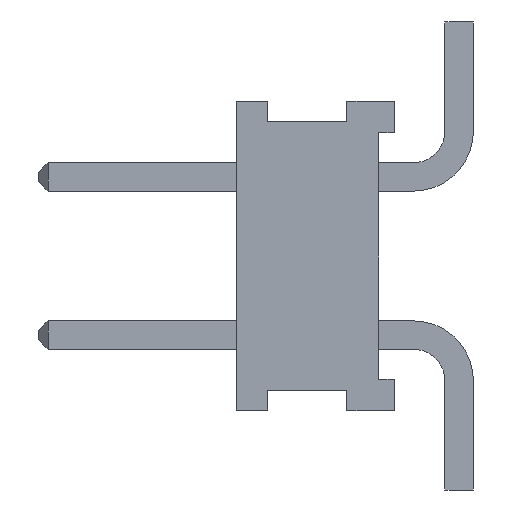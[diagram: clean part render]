
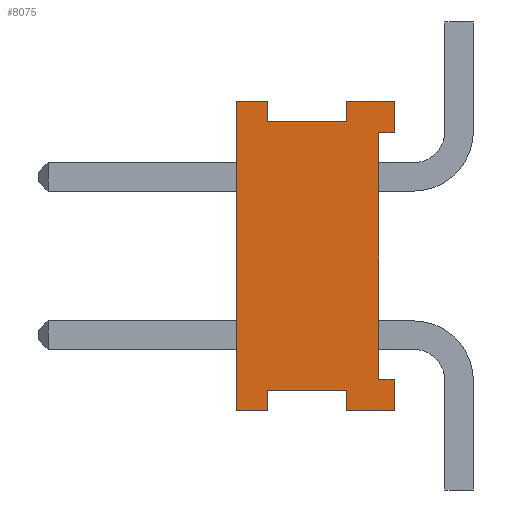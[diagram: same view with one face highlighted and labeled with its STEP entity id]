
A CAD part, left-side view. The second image highlights one B-rep face of the part: STEP entity #8075.
In plain terms, the highlighted planar face has unit normal (-1, 0, 0).
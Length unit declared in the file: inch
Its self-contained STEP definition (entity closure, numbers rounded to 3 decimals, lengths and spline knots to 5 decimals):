
#162=ORIENTED_EDGE('',*,*,#2500,.T.);
#163=ORIENTED_EDGE('',*,*,#2506,.F.);
#164=ORIENTED_EDGE('',*,*,#2507,.F.);
#165=ORIENTED_EDGE('',*,*,#2508,.F.);
#166=ORIENTED_EDGE('',*,*,#2509,.T.);
#167=ORIENTED_EDGE('',*,*,#2504,.T.);
#168=ORIENTED_EDGE('',*,*,#2510,.F.);
#169=ORIENTED_EDGE('',*,*,#2511,.F.);
#170=ORIENTED_EDGE('',*,*,#2512,.F.);
#171=ORIENTED_EDGE('',*,*,#2513,.T.);
#172=ORIENTED_EDGE('',*,*,#2496,.F.);
#173=ORIENTED_EDGE('',*,*,#2514,.F.);
#174=ORIENTED_EDGE('',*,*,#2515,.F.);
#175=ORIENTED_EDGE('',*,*,#2516,.F.);
#176=ORIENTED_EDGE('',*,*,#2517,.F.);
#177=ORIENTED_EDGE('',*,*,#2518,.F.);
#2496=EDGE_CURVE('',#3668,#3669,#4424,.T.);
#2500=EDGE_CURVE('',#3673,#3672,#4428,.T.);
#2504=EDGE_CURVE('',#3677,#3676,#4432,.T.);
#2506=EDGE_CURVE('',#3678,#3672,#4434,.T.);
#2507=EDGE_CURVE('',#3679,#3678,#4435,.T.);
#2508=EDGE_CURVE('',#3680,#3679,#4436,.T.);
#2509=EDGE_CURVE('',#3680,#3677,#4437,.T.);
#2510=EDGE_CURVE('',#3681,#3676,#4438,.T.);
#2511=EDGE_CURVE('',#3682,#3681,#4439,.T.);
#2512=EDGE_CURVE('',#3683,#3682,#4440,.T.);
#2513=EDGE_CURVE('',#3683,#3669,#4441,.T.);
#2514=EDGE_CURVE('',#3684,#3668,#4442,.T.);
#2515=EDGE_CURVE('',#3685,#3684,#4443,.T.);
#2516=EDGE_CURVE('',#3686,#3685,#4444,.T.);
#2517=EDGE_CURVE('',#3687,#3686,#4445,.T.);
#2518=EDGE_CURVE('',#3673,#3687,#4446,.T.);
#3668=VERTEX_POINT('',#11259);
#3669=VERTEX_POINT('',#11261);
#3672=VERTEX_POINT('',#11268);
#3673=VERTEX_POINT('',#11270);
#3676=VERTEX_POINT('',#11277);
#3677=VERTEX_POINT('',#11279);
#3678=VERTEX_POINT('',#11283);
#3679=VERTEX_POINT('',#11285);
#3680=VERTEX_POINT('',#11287);
#3681=VERTEX_POINT('',#11290);
#3682=VERTEX_POINT('',#11292);
#3683=VERTEX_POINT('',#11294);
#3684=VERTEX_POINT('',#11297);
#3685=VERTEX_POINT('',#11299);
#3686=VERTEX_POINT('',#11301);
#3687=VERTEX_POINT('',#11303);
#4424=LINE('',#11260,#5520);
#4428=LINE('',#11269,#5524);
#4432=LINE('',#11278,#5528);
#4434=LINE('',#11282,#5530);
#4435=LINE('',#11284,#5531);
#4436=LINE('',#11286,#5532);
#4437=LINE('',#11288,#5533);
#4438=LINE('',#11289,#5534);
#4439=LINE('',#11291,#5535);
#4440=LINE('',#11293,#5536);
#4441=LINE('',#11295,#5537);
#4442=LINE('',#11296,#5538);
#4443=LINE('',#11298,#5539);
#4444=LINE('',#11300,#5540);
#4445=LINE('',#11302,#5541);
#4446=LINE('',#11304,#5542);
#5520=VECTOR('',#9099,39.37008);
#5524=VECTOR('',#9105,39.37008);
#5528=VECTOR('',#9111,39.37008);
#5530=VECTOR('',#9115,39.37008);
#5531=VECTOR('',#9116,39.37008);
#5532=VECTOR('',#9117,39.37008);
#5533=VECTOR('',#9118,39.37008);
#5534=VECTOR('',#9119,39.37008);
#5535=VECTOR('',#9120,39.37008);
#5536=VECTOR('',#9121,39.37008);
#5537=VECTOR('',#9122,39.37008);
#5538=VECTOR('',#9123,39.37008);
#5539=VECTOR('',#9124,39.37008);
#5540=VECTOR('',#9125,39.37008);
#5541=VECTOR('',#9126,39.37008);
#5542=VECTOR('',#9127,39.37008);
#6617=EDGE_LOOP('',(#162,#163,#164,#165,#166,#167,#168,#169,#170,#171,#172,
#173,#174,#175,#176,#177));
#7139=FACE_BOUND('',#6617,.T.);
#7661=PLANE('',#8565);
#8075=ADVANCED_FACE('',(#7139),#7661,.F.);
#8565=AXIS2_PLACEMENT_3D('',#11281,#9113,#9114);
#9099=DIRECTION('',(0.,-1.,0.));
#9105=DIRECTION('',(0.,-1.,0.));
#9111=DIRECTION('',(0.,0.,1.));
#9113=DIRECTION('',(1.,0.,0.));
#9114=DIRECTION('',(0.,0.,-1.));
#9115=DIRECTION('',(0.,0.,-1.));
#9116=DIRECTION('',(0.,1.,0.));
#9117=DIRECTION('',(0.,0.,1.));
#9118=DIRECTION('',(0.,-1.,0.));
#9119=DIRECTION('',(0.,-1.,0.));
#9120=DIRECTION('',(0.,0.,-1.));
#9121=DIRECTION('',(0.,1.,0.));
#9122=DIRECTION('',(0.,0.,1.));
#9123=DIRECTION('',(0.,0.,1.));
#9124=DIRECTION('',(0.,-1.,0.));
#9125=DIRECTION('',(0.,0.,-1.));
#9126=DIRECTION('',(0.,-1.,0.));
#9127=DIRECTION('',(0.,0.,1.));
#11259=CARTESIAN_POINT('',(-0.25,-0.02,0.098));
#11260=CARTESIAN_POINT('',(-0.25,0.05,0.098));
#11261=CARTESIAN_POINT('',(-0.25,-0.05,0.098));
#11268=CARTESIAN_POINT('',(-0.25,0.03,-0.098));
#11269=CARTESIAN_POINT('',(-0.25,0.05,-0.098));
#11270=CARTESIAN_POINT('',(-0.25,0.05,-0.098));
#11277=CARTESIAN_POINT('',(-0.25,-0.05,-0.078));
#11278=CARTESIAN_POINT('',(-0.25,-0.05,-0.098));
#11279=CARTESIAN_POINT('',(-0.25,-0.05,-0.098));
#11281=CARTESIAN_POINT('',(-0.25,0.05,-0.098));
#11282=CARTESIAN_POINT('',(-0.25,0.03,-0.085));
#11283=CARTESIAN_POINT('',(-0.25,0.03,-0.085));
#11284=CARTESIAN_POINT('',(-0.25,-0.02,-0.085));
#11285=CARTESIAN_POINT('',(-0.25,-0.02,-0.085));
#11286=CARTESIAN_POINT('',(-0.25,-0.02,-0.098));
#11287=CARTESIAN_POINT('',(-0.25,-0.02,-0.098));
#11288=CARTESIAN_POINT('',(-0.25,0.05,-0.098));
#11289=CARTESIAN_POINT('',(-0.25,-0.04,-0.078));
#11290=CARTESIAN_POINT('',(-0.25,-0.04,-0.078));
#11291=CARTESIAN_POINT('',(-0.25,-0.04,0.078));
#11292=CARTESIAN_POINT('',(-0.25,-0.04,0.078));
#11293=CARTESIAN_POINT('',(-0.25,-0.05,0.078));
#11294=CARTESIAN_POINT('',(-0.25,-0.05,0.078));
#11295=CARTESIAN_POINT('',(-0.25,-0.05,-0.098));
#11296=CARTESIAN_POINT('',(-0.25,-0.02,0.085));
#11297=CARTESIAN_POINT('',(-0.25,-0.02,0.085));
#11298=CARTESIAN_POINT('',(-0.25,0.03,0.085));
#11299=CARTESIAN_POINT('',(-0.25,0.03,0.085));
#11300=CARTESIAN_POINT('',(-0.25,0.03,0.098));
#11301=CARTESIAN_POINT('',(-0.25,0.03,0.098));
#11302=CARTESIAN_POINT('',(-0.25,0.05,0.098));
#11303=CARTESIAN_POINT('',(-0.25,0.05,0.098));
#11304=CARTESIAN_POINT('',(-0.25,0.05,-0.098));
